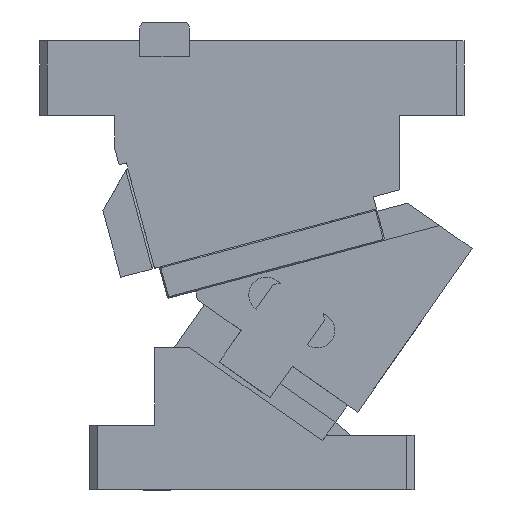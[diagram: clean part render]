
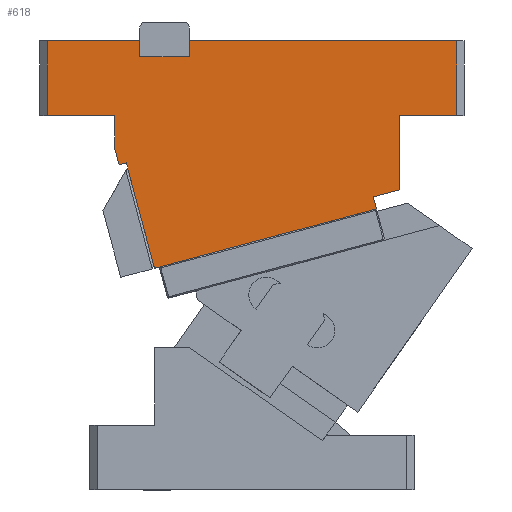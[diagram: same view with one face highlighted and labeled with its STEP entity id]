
A CAD part, front view. The second image highlights one B-rep face of the part: STEP entity #618.
In plain terms, the highlighted planar face has unit normal (0, -1, 0).
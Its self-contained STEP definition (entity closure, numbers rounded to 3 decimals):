
#213=CARTESIAN_POINT('Line Origine',(-3.5,0.,150.)) ;
#217=CARTESIAN_POINT('Vertex',(10.,0.,150.)) ;
#219=CARTESIAN_POINT('Vertex',(-17.,0.,150.)) ;
#452=CARTESIAN_POINT('Axis2P3D Location',(17.068,0.,122.148)) ;
#457=CARTESIAN_POINT('Line Origine',(1.5,0.,180.)) ;
#461=CARTESIAN_POINT('Vertex',(20.,0.,180.)) ;
#463=CARTESIAN_POINT('Vertex',(-17.,0.,180.)) ;
#466=CARTESIAN_POINT('Line Origine',(-17.,0.,165.)) ;
#471=CARTESIAN_POINT('Line Origine',(10.,0.,143.467)) ;
#475=CARTESIAN_POINT('Vertex',(10.,0.,136.935)) ;
#478=CARTESIAN_POINT('Line Origine',(10.89,0.,133.613)) ;
#482=CARTESIAN_POINT('Vertex',(11.78,0.,130.291)) ;
#485=CARTESIAN_POINT('Line Origine',(13.229,0.,130.679)) ;
#489=CARTESIAN_POINT('Vertex',(14.678,0.,131.067)) ;
#492=CARTESIAN_POINT('Line Origine',(15.679,0.,127.332)) ;
#496=CARTESIAN_POINT('Vertex',(16.68,0.,123.597)) ;
#499=CARTESIAN_POINT('Line Origine',(16.874,0.,122.873)) ;
#503=CARTESIAN_POINT('Vertex',(17.068,0.,122.148)) ;
#506=CARTESIAN_POINT('Line Origine',(19.527,0.,112.972)) ;
#510=CARTESIAN_POINT('Vertex',(21.985,0.,103.796)) ;
#513=CARTESIAN_POINT('Line Origine',(23.991,0.,96.31)) ;
#517=CARTESIAN_POINT('Vertex',(25.997,0.,88.824)) ;
#520=CARTESIAN_POINT('Line Origine',(26.963,0.,89.083)) ;
#524=CARTESIAN_POINT('Vertex',(27.929,0.,89.342)) ;
#527=CARTESIAN_POINT('Line Origine',(71.396,0.,100.988)) ;
#531=CARTESIAN_POINT('Vertex',(114.862,0.,112.635)) ;
#534=CARTESIAN_POINT('Line Origine',(114.215,0.,115.05)) ;
#538=CARTESIAN_POINT('Vertex',(113.568,0.,117.465)) ;
#541=CARTESIAN_POINT('Line Origine',(118.784,0.,118.863)) ;
#545=CARTESIAN_POINT('Vertex',(124.,0.,120.26)) ;
#548=CARTESIAN_POINT('Line Origine',(124.,0.,135.13)) ;
#552=CARTESIAN_POINT('Vertex',(124.,0.,150.)) ;
#555=CARTESIAN_POINT('Line Origine',(135.5,0.,150.)) ;
#559=CARTESIAN_POINT('Vertex',(147.,0.,150.)) ;
#562=CARTESIAN_POINT('Line Origine',(147.,0.,165.)) ;
#566=CARTESIAN_POINT('Vertex',(147.,0.,180.)) ;
#569=CARTESIAN_POINT('Line Origine',(93.5,0.,180.)) ;
#573=CARTESIAN_POINT('Vertex',(40.,0.,180.)) ;
#576=CARTESIAN_POINT('Line Origine',(40.,0.,176.75)) ;
#580=CARTESIAN_POINT('Vertex',(40.,0.,173.5)) ;
#583=CARTESIAN_POINT('Line Origine',(30.,0.,173.5)) ;
#587=CARTESIAN_POINT('Vertex',(20.,0.,173.5)) ;
#590=CARTESIAN_POINT('Line Origine',(20.,0.,176.75)) ;
#214=DIRECTION('Vector Direction',(-1.,0.,0.)) ;
#453=DIRECTION('Axis2P3D Direction',(0.,-1.,0.)) ;
#454=DIRECTION('Axis2P3D XDirection',(0.259,0.,-0.966)) ;
#458=DIRECTION('Vector Direction',(-1.,0.,0.)) ;
#467=DIRECTION('Vector Direction',(0.,0.,1.)) ;
#472=DIRECTION('Vector Direction',(0.,0.,-1.)) ;
#479=DIRECTION('Vector Direction',(-0.259,0.,0.966)) ;
#486=DIRECTION('Vector Direction',(-0.966,0.,-0.259)) ;
#493=DIRECTION('Vector Direction',(0.259,0.,-0.966)) ;
#500=DIRECTION('Vector Direction',(0.259,0.,-0.966)) ;
#507=DIRECTION('Vector Direction',(0.259,0.,-0.966)) ;
#514=DIRECTION('Vector Direction',(0.259,0.,-0.966)) ;
#521=DIRECTION('Vector Direction',(0.966,0.,0.259)) ;
#528=DIRECTION('Vector Direction',(-0.966,0.,-0.259)) ;
#535=DIRECTION('Vector Direction',(-0.259,0.,0.966)) ;
#542=DIRECTION('Vector Direction',(0.966,0.,0.259)) ;
#549=DIRECTION('Vector Direction',(0.,0.,1.)) ;
#556=DIRECTION('Vector Direction',(1.,0.,0.)) ;
#563=DIRECTION('Vector Direction',(0.,0.,1.)) ;
#570=DIRECTION('Vector Direction',(-1.,0.,0.)) ;
#577=DIRECTION('Vector Direction',(0.,0.,-1.)) ;
#584=DIRECTION('Vector Direction',(-1.,0.,0.)) ;
#591=DIRECTION('Vector Direction',(0.,0.,1.)) ;
#455=AXIS2_PLACEMENT_3D('Plane Axis2P3D',#452,#453,#454) ;
#596=ORIENTED_EDGE('',*,*,#465,.T.) ;
#597=ORIENTED_EDGE('',*,*,#470,.F.) ;
#598=ORIENTED_EDGE('',*,*,#221,.F.) ;
#599=ORIENTED_EDGE('',*,*,#477,.T.) ;
#600=ORIENTED_EDGE('',*,*,#484,.F.) ;
#601=ORIENTED_EDGE('',*,*,#491,.F.) ;
#602=ORIENTED_EDGE('',*,*,#498,.T.) ;
#603=ORIENTED_EDGE('',*,*,#505,.T.) ;
#604=ORIENTED_EDGE('',*,*,#512,.T.) ;
#605=ORIENTED_EDGE('',*,*,#519,.T.) ;
#606=ORIENTED_EDGE('',*,*,#526,.T.) ;
#607=ORIENTED_EDGE('',*,*,#533,.F.) ;
#608=ORIENTED_EDGE('',*,*,#540,.T.) ;
#609=ORIENTED_EDGE('',*,*,#547,.T.) ;
#610=ORIENTED_EDGE('',*,*,#554,.T.) ;
#611=ORIENTED_EDGE('',*,*,#561,.T.) ;
#612=ORIENTED_EDGE('',*,*,#568,.T.) ;
#613=ORIENTED_EDGE('',*,*,#575,.T.) ;
#614=ORIENTED_EDGE('',*,*,#582,.T.) ;
#615=ORIENTED_EDGE('',*,*,#589,.T.) ;
#616=ORIENTED_EDGE('',*,*,#594,.T.) ;
#215=VECTOR('Line Direction',#214,1.) ;
#459=VECTOR('Line Direction',#458,1.) ;
#468=VECTOR('Line Direction',#467,1.) ;
#473=VECTOR('Line Direction',#472,1.) ;
#480=VECTOR('Line Direction',#479,1.) ;
#487=VECTOR('Line Direction',#486,1.) ;
#494=VECTOR('Line Direction',#493,1.) ;
#501=VECTOR('Line Direction',#500,1.) ;
#508=VECTOR('Line Direction',#507,1.) ;
#515=VECTOR('Line Direction',#514,1.) ;
#522=VECTOR('Line Direction',#521,1.) ;
#529=VECTOR('Line Direction',#528,1.) ;
#536=VECTOR('Line Direction',#535,1.) ;
#543=VECTOR('Line Direction',#542,1.) ;
#550=VECTOR('Line Direction',#549,1.) ;
#557=VECTOR('Line Direction',#556,1.) ;
#564=VECTOR('Line Direction',#563,1.) ;
#571=VECTOR('Line Direction',#570,1.) ;
#578=VECTOR('Line Direction',#577,1.) ;
#585=VECTOR('Line Direction',#584,1.) ;
#592=VECTOR('Line Direction',#591,1.) ;
#618=ADVANCED_FACE('CAM HOLDER',(#617),#456,.T.) ;
#221=EDGE_CURVE('',#218,#220,#216,.T.) ;
#465=EDGE_CURVE('',#462,#464,#460,.T.) ;
#470=EDGE_CURVE('',#220,#464,#469,.T.) ;
#477=EDGE_CURVE('',#218,#476,#474,.T.) ;
#484=EDGE_CURVE('',#483,#476,#481,.T.) ;
#491=EDGE_CURVE('',#490,#483,#488,.T.) ;
#498=EDGE_CURVE('',#490,#497,#495,.T.) ;
#505=EDGE_CURVE('',#497,#504,#502,.T.) ;
#512=EDGE_CURVE('',#504,#511,#509,.T.) ;
#519=EDGE_CURVE('',#511,#518,#516,.T.) ;
#526=EDGE_CURVE('',#518,#525,#523,.T.) ;
#533=EDGE_CURVE('',#532,#525,#530,.T.) ;
#540=EDGE_CURVE('',#532,#539,#537,.T.) ;
#547=EDGE_CURVE('',#539,#546,#544,.T.) ;
#554=EDGE_CURVE('',#546,#553,#551,.T.) ;
#561=EDGE_CURVE('',#553,#560,#558,.T.) ;
#568=EDGE_CURVE('',#560,#567,#565,.T.) ;
#575=EDGE_CURVE('',#567,#574,#572,.T.) ;
#582=EDGE_CURVE('',#574,#581,#579,.T.) ;
#589=EDGE_CURVE('',#581,#588,#586,.T.) ;
#594=EDGE_CURVE('',#588,#462,#593,.T.) ;
#595=EDGE_LOOP('',(#596,#597,#598,#599,#600,#601,#602,#603,#604,#605,#606,#607,#608,#609,#610,#611,#612,#613,#614,#615,#616)) ;
#617=FACE_OUTER_BOUND('',#595,.T.) ;
#216=LINE('Line',#213,#215) ;
#460=LINE('Line',#457,#459) ;
#469=LINE('Line',#466,#468) ;
#474=LINE('Line',#471,#473) ;
#481=LINE('Line',#478,#480) ;
#488=LINE('Line',#485,#487) ;
#495=LINE('Line',#492,#494) ;
#502=LINE('Line',#499,#501) ;
#509=LINE('Line',#506,#508) ;
#516=LINE('Line',#513,#515) ;
#523=LINE('Line',#520,#522) ;
#530=LINE('Line',#527,#529) ;
#537=LINE('Line',#534,#536) ;
#544=LINE('Line',#541,#543) ;
#551=LINE('Line',#548,#550) ;
#558=LINE('Line',#555,#557) ;
#565=LINE('Line',#562,#564) ;
#572=LINE('Line',#569,#571) ;
#579=LINE('Line',#576,#578) ;
#586=LINE('Line',#583,#585) ;
#593=LINE('Line',#590,#592) ;
#456=PLANE('Plane',#455) ;
#218=VERTEX_POINT('',#217) ;
#220=VERTEX_POINT('',#219) ;
#462=VERTEX_POINT('',#461) ;
#464=VERTEX_POINT('',#463) ;
#476=VERTEX_POINT('',#475) ;
#483=VERTEX_POINT('',#482) ;
#490=VERTEX_POINT('',#489) ;
#497=VERTEX_POINT('',#496) ;
#504=VERTEX_POINT('',#503) ;
#511=VERTEX_POINT('',#510) ;
#518=VERTEX_POINT('',#517) ;
#525=VERTEX_POINT('',#524) ;
#532=VERTEX_POINT('',#531) ;
#539=VERTEX_POINT('',#538) ;
#546=VERTEX_POINT('',#545) ;
#553=VERTEX_POINT('',#552) ;
#560=VERTEX_POINT('',#559) ;
#567=VERTEX_POINT('',#566) ;
#574=VERTEX_POINT('',#573) ;
#581=VERTEX_POINT('',#580) ;
#588=VERTEX_POINT('',#587) ;
